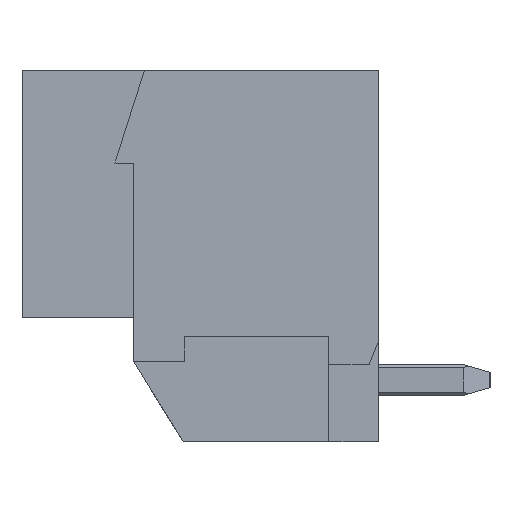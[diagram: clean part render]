
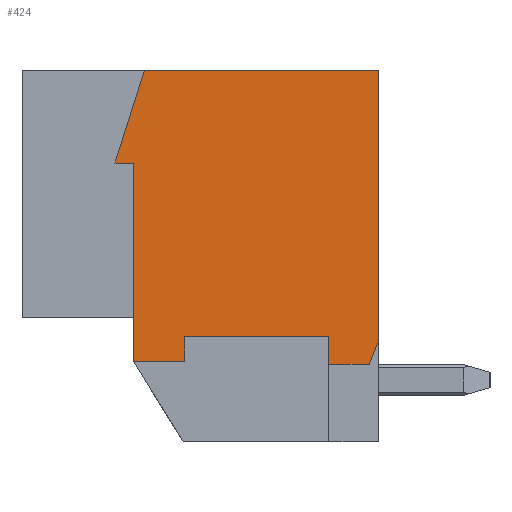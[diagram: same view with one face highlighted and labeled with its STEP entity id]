
A CAD part, left-side view. The second image highlights one B-rep face of the part: STEP entity #424.
In plain terms, the highlighted planar face has unit normal (-1, 0, 0).
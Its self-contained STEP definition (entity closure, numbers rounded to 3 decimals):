
#424 = ADVANCED_FACE( '', ( #1011 ), #1012, .T. );
#1011 = FACE_OUTER_BOUND( '', #1803, .T. );
#1012 = PLANE( '', #1804 );
#1803 = EDGE_LOOP( '', ( #2813, #2814, #2815, #2816, #2817, #2818, #2819, #2820, #2821, #2822, #2823 ) );
#1804 = AXIS2_PLACEMENT_3D( '', #2824, #2825, #2826 );
#2813 = ORIENTED_EDGE( '', *, *, #5244, .F. );
#2814 = ORIENTED_EDGE( '', *, *, #5245, .T. );
#2815 = ORIENTED_EDGE( '', *, *, #5246, .T. );
#2816 = ORIENTED_EDGE( '', *, *, #5247, .T. );
#2817 = ORIENTED_EDGE( '', *, *, #5248, .T. );
#2818 = ORIENTED_EDGE( '', *, *, #5249, .T. );
#2819 = ORIENTED_EDGE( '', *, *, #5250, .F. );
#2820 = ORIENTED_EDGE( '', *, *, #5251, .F. );
#2821 = ORIENTED_EDGE( '', *, *, #5252, .F. );
#2822 = ORIENTED_EDGE( '', *, *, #5253, .F. );
#2823 = ORIENTED_EDGE( '', *, *, #5254, .F. );
#2824 = CARTESIAN_POINT( '', ( -16.7, 0., 0. ) );
#2825 = DIRECTION( '', ( -1., 0., 0. ) );
#2826 = DIRECTION( '', ( 0., 0., 1. ) );
#5244 = EDGE_CURVE( '', #6433, #6434, #6435, .T. );
#5245 = EDGE_CURVE( '', #6433, #6436, #6437, .T. );
#5246 = EDGE_CURVE( '', #6436, #6438, #6439, .T. );
#5247 = EDGE_CURVE( '', #6438, #6440, #6441, .T. );
#5248 = EDGE_CURVE( '', #6440, #6442, #6443, .T. );
#5249 = EDGE_CURVE( '', #6442, #6444, #6445, .T. );
#5250 = EDGE_CURVE( '', #6446, #6444, #6447, .T. );
#5251 = EDGE_CURVE( '', #6448, #6446, #6449, .T. );
#5252 = EDGE_CURVE( '', #6450, #6448, #6451, .T. );
#5253 = EDGE_CURVE( '', #6452, #6450, #6453, .T. );
#5254 = EDGE_CURVE( '', #6434, #6452, #6454, .T. );
#6433 = VERTEX_POINT( '', #8119 );
#6434 = VERTEX_POINT( '', #8120 );
#6435 = LINE( '', #8121, #8122 );
#6436 = VERTEX_POINT( '', #8123 );
#6437 = LINE( '', #8124, #8125 );
#6438 = VERTEX_POINT( '', #8126 );
#6439 = LINE( '', #8127, #8128 );
#6440 = VERTEX_POINT( '', #8129 );
#6441 = LINE( '', #8130, #8131 );
#6442 = VERTEX_POINT( '', #8132 );
#6443 = LINE( '', #8133, #8134 );
#6444 = VERTEX_POINT( '', #8135 );
#6445 = LINE( '', #8136, #8137 );
#6446 = VERTEX_POINT( '', #8138 );
#6447 = LINE( '', #8139, #8140 );
#6448 = VERTEX_POINT( '', #8141 );
#6449 = LINE( '', #8142, #8143 );
#6450 = VERTEX_POINT( '', #8144 );
#6451 = LINE( '', #8145, #8146 );
#6452 = VERTEX_POINT( '', #8147 );
#6453 = LINE( '', #8148, #8149 );
#6454 = LINE( '', #8150, #8151 );
#8119 = CARTESIAN_POINT( '', ( -16.7, -3.775, -2.75 ) );
#8120 = CARTESIAN_POINT( '', ( -16.7, -3.475, -3.5 ) );
#8121 = CARTESIAN_POINT( '', ( -16.7, -3.775, -2.75 ) );
#8122 = VECTOR( '', #10002, 1000. );
#8123 = CARTESIAN_POINT( '', ( -16.7, -3.775, 6. ) );
#8124 = CARTESIAN_POINT( '', ( -16.7, -3.775, -6. ) );
#8125 = VECTOR( '', #10003, 1000. );
#8126 = CARTESIAN_POINT( '', ( -16.7, 3.775, 6. ) );
#8127 = CARTESIAN_POINT( '', ( -16.7, -3.775, 6. ) );
#8128 = VECTOR( '', #10004, 1000. );
#8129 = CARTESIAN_POINT( '', ( -16.7, 4.725, 3. ) );
#8130 = CARTESIAN_POINT( '', ( -16.7, 3.775, 6. ) );
#8131 = VECTOR( '', #10005, 1000. );
#8132 = CARTESIAN_POINT( '', ( -16.7, 4.125, 3. ) );
#8133 = CARTESIAN_POINT( '', ( -16.7, 4.725, 3. ) );
#8134 = VECTOR( '', #10006, 1000. );
#8135 = CARTESIAN_POINT( '', ( -16.7, 4.125, -3.4 ) );
#8136 = CARTESIAN_POINT( '', ( -16.7, 4.125, 3. ) );
#8137 = VECTOR( '', #10007, 1000. );
#8138 = CARTESIAN_POINT( '', ( -16.7, 2.475, -3.4 ) );
#8139 = CARTESIAN_POINT( '', ( -16.7, 2.475, -3.4 ) );
#8140 = VECTOR( '', #10008, 1000. );
#8141 = CARTESIAN_POINT( '', ( -16.7, 2.475, -2.6 ) );
#8142 = CARTESIAN_POINT( '', ( -16.7, 2.475, -2.6 ) );
#8143 = VECTOR( '', #10009, 1000. );
#8144 = CARTESIAN_POINT( '', ( -16.7, -2.175, -2.6 ) );
#8145 = CARTESIAN_POINT( '', ( -16.7, -2.175, -2.6 ) );
#8146 = VECTOR( '', #10010, 1000. );
#8147 = CARTESIAN_POINT( '', ( -16.7, -2.175, -3.5 ) );
#8148 = CARTESIAN_POINT( '', ( -16.7, -2.175, -3.5 ) );
#8149 = VECTOR( '', #10011, 1000. );
#8150 = CARTESIAN_POINT( '', ( -16.7, -3.475, -3.5 ) );
#8151 = VECTOR( '', #10012, 1000. );
#10002 = DIRECTION( '', ( 0., 0.371, -0.928 ) );
#10003 = DIRECTION( '', ( 0., 0., 1. ) );
#10004 = DIRECTION( '', ( 0., 1., 0. ) );
#10005 = DIRECTION( '', ( 0., 0.302, -0.953 ) );
#10006 = DIRECTION( '', ( 0., -1., 0. ) );
#10007 = DIRECTION( '', ( 0., 0., -1. ) );
#10008 = DIRECTION( '', ( 0., 1., 0. ) );
#10009 = DIRECTION( '', ( 0., 0., -1. ) );
#10010 = DIRECTION( '', ( 0., 1., 0. ) );
#10011 = DIRECTION( '', ( 0., 0., 1. ) );
#10012 = DIRECTION( '', ( 0., 1., 0. ) );
